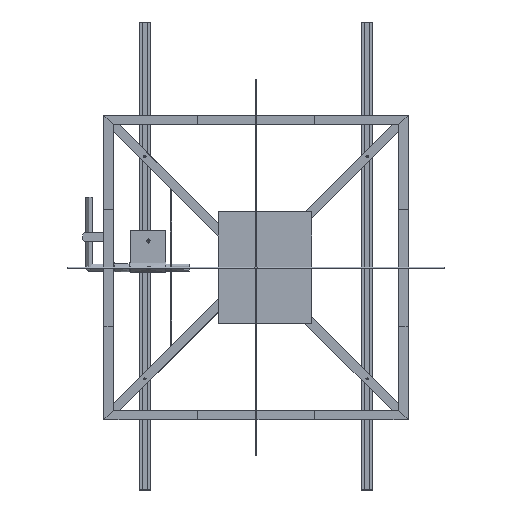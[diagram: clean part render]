
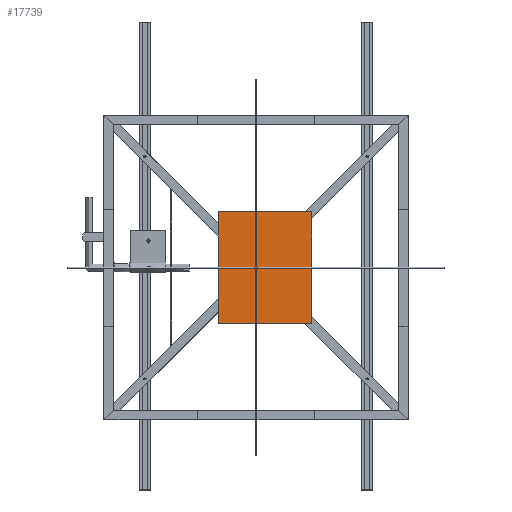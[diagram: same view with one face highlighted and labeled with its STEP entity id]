
A CAD part, top view. The second image highlights one B-rep face of the part: STEP entity #17739.
In plain terms, the highlighted planar face has unit normal (0, 0, 1).
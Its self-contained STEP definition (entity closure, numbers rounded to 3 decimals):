
#6202=FACE_OUTER_BOUND('',#7090,.T.);
#7090=EDGE_LOOP('',(#15470,#15471,#15472,#15473));
#9314=LINE('',#34950,#11279);
#9315=LINE('',#34952,#11280);
#9316=LINE('',#34954,#11281);
#9317=LINE('',#34955,#11282);
#11279=VECTOR('',#23491,1.);
#11280=VECTOR('',#23492,1.);
#11281=VECTOR('',#23493,1.);
#11282=VECTOR('',#23494,1.);
#12109=VERTEX_POINT('',#34948);
#12110=VERTEX_POINT('',#34949);
#12111=VERTEX_POINT('',#34951);
#12112=VERTEX_POINT('',#34953);
#13342=EDGE_CURVE('',#12109,#12110,#9314,.T.);
#13343=EDGE_CURVE('',#12111,#12109,#9315,.T.);
#13344=EDGE_CURVE('',#12112,#12111,#9316,.T.);
#13345=EDGE_CURVE('',#12110,#12112,#9317,.T.);
#15470=ORIENTED_EDGE('',*,*,#13342,.F.);
#15471=ORIENTED_EDGE('',*,*,#13343,.F.);
#15472=ORIENTED_EDGE('',*,*,#13344,.F.);
#15473=ORIENTED_EDGE('',*,*,#13345,.F.);
#17138=PLANE('',#19195);
#17739=ADVANCED_FACE('',(#6202),#17138,.F.);
#19195=AXIS2_PLACEMENT_3D('',#34947,#23489,#23490);
#23489=DIRECTION('center_axis',(0.,0.,-1.));
#23490=DIRECTION('ref_axis',(1.,0.,0.));
#23491=DIRECTION('',(0.,-1.,0.));
#23492=DIRECTION('',(1.,0.,0.));
#23493=DIRECTION('',(0.,1.,0.));
#23494=DIRECTION('',(-1.,0.,0.));
#34947=CARTESIAN_POINT('Origin',(3626.004,1691.202,151.));
#34948=CARTESIAN_POINT('',(3825.146,1929.486,151.));
#34949=CARTESIAN_POINT('',(3825.146,1452.918,151.));
#34950=CARTESIAN_POINT('',(3825.146,1691.202,151.));
#34951=CARTESIAN_POINT('',(3426.862,1929.486,151.));
#34952=CARTESIAN_POINT('',(3626.004,1929.486,151.));
#34953=CARTESIAN_POINT('',(3426.862,1452.918,151.));
#34954=CARTESIAN_POINT('',(3426.862,1691.202,151.));
#34955=CARTESIAN_POINT('',(3626.004,1452.918,151.));
